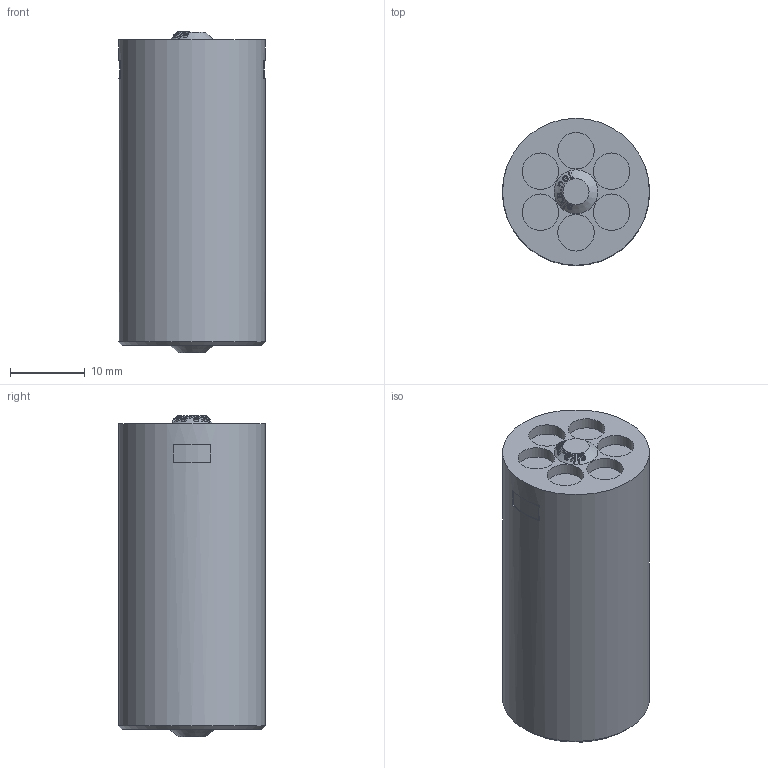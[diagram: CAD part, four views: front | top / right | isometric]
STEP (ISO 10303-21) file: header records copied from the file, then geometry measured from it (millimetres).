
FILE_DESCRIPTION(/* description */ (''),/* implementation_level */ '2;1');
FILE_NAME(/* name */ 'VY1545K50000YY_STEP.stp',/* time_stamp */ '2020-08-19T16:48:44+02:00',/* author */ ('grass'),/* organization */ (''),/* preprocessor_version */ 'ST-DEVELOPER v18',/* originating_system */ 'Autodesk Inventor 2020',/* authorisation */ '');
FILE_SCHEMA (('AUTOMOTIVE_DESIGN { 1 0 10303 214 3 1 1 }'));
Length unit declared in the file: millimetre
Products named in the file (1): Bauteil2
Bounding box: 19.7 x 19.7 x 43.15 mm (x, y, z)
Volume: 11685.7 mm3; surface area: 3592.2 mm2
Topology: 1 solids, 1 shells, 176 faces, 458 edges, 304 vertices
Faces by surface type: plane 89, bspline 56, cylinder 17, cone 14
Full cylindrical faces by diameter (mm): 4.9 x6, 19.7 x1
Entity records: 7221 total; most frequent: CARTESIAN_POINT 3223, ORIENTED_EDGE 916, DIRECTION 578, EDGE_CURVE 458, VERTEX_POINT 304, EDGE_LOOP 196, AXIS2_PLACEMENT_3D 193, LINE 192
